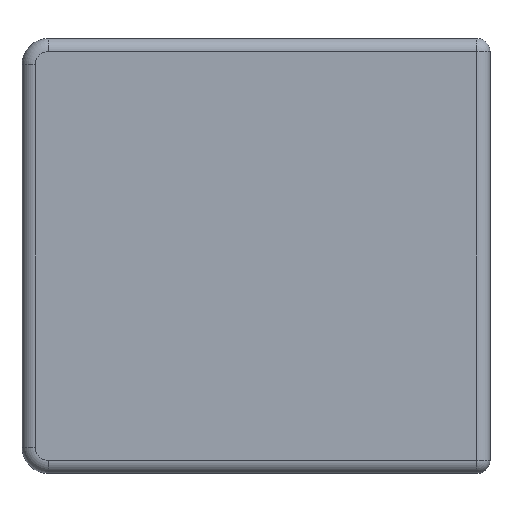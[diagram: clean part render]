
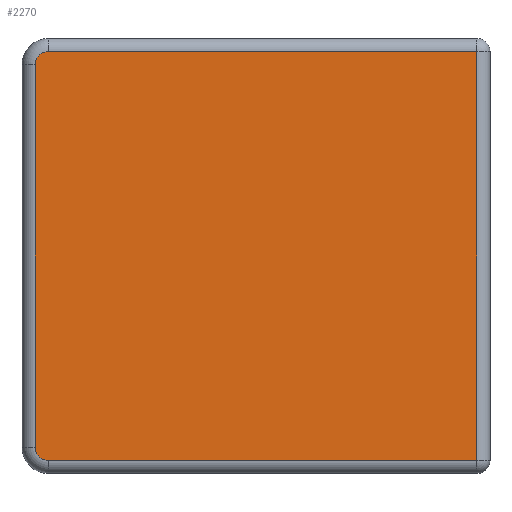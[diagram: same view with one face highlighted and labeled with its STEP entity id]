
A CAD part, front view. The second image highlights one B-rep face of the part: STEP entity #2270.
In plain terms, the highlighted planar face has unit normal (0, -1, 0).
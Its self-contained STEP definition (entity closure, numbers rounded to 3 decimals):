
#48 = ORIENTED_EDGE ( 'NONE', *, *, #3642, .T. ) ;
#141 = VECTOR ( 'NONE', #1218, 1000. ) ;
#374 = DIRECTION ( 'NONE',  ( 0., 0., -1. ) ) ;
#383 = DIRECTION ( 'NONE',  ( 0., -1., 0. ) ) ;
#796 = AXIS2_PLACEMENT_3D ( 'NONE', #1159, #383, #1981 ) ;
#1037 = EDGE_CURVE ( 'NONE', #3780, #4490, #1526, .T. ) ;
#1144 = LINE ( 'NONE', #4096, #141 ) ;
#1159 = CARTESIAN_POINT ( 'NONE',  ( -31.5, -2.5, -29. ) ) ;
#1218 = DIRECTION ( 'NONE',  ( 0., 0., -1. ) ) ;
#1400 = AXIS2_PLACEMENT_3D ( 'NONE', #2406, #4402, #374 ) ;
#1436 = DIRECTION ( 'NONE',  ( 0., 0., -1. ) ) ;
#1501 = CARTESIAN_POINT ( 'NONE',  ( -31.5, -2.5, 31. ) ) ;
#1526 = LINE ( 'NONE', #1940, #1814 ) ;
#1536 = PLANE ( 'NONE',  #1400 ) ;
#1595 = VECTOR ( 'NONE', #4738, 1000. ) ;
#1628 = FACE_OUTER_BOUND ( 'NONE', #5165, .T. ) ;
#1675 = ORIENTED_EDGE ( 'NONE', *, *, #4968, .T. ) ;
#1814 = VECTOR ( 'NONE', #2819, 1000. ) ;
#1848 = EDGE_CURVE ( 'NONE', #4881, #4272, #2247, .T. ) ;
#1859 = DIRECTION ( 'NONE',  ( 0., -1., 0. ) ) ;
#1875 = VERTEX_POINT ( 'NONE', #4852 ) ;
#1927 = CARTESIAN_POINT ( 'NONE',  ( -31.5, -2.5, 31. ) ) ;
#1940 = CARTESIAN_POINT ( 'NONE',  ( 33.5, -2.5, 33. ) ) ;
#1981 = DIRECTION ( 'NONE',  ( 0., 0., -1. ) ) ;
#2184 = CARTESIAN_POINT ( 'NONE',  ( 33.5, -2.5, 31. ) ) ;
#2247 = CIRCLE ( 'NONE', #796, 2. ) ;
#2270 = ADVANCED_FACE ( 'NONE', ( #1628 ), #1536, .T. ) ;
#2381 = VECTOR ( 'NONE', #3574, 1000. ) ;
#2406 = CARTESIAN_POINT ( 'NONE',  ( 0., -2.5, 0. ) ) ;
#2747 = ORIENTED_EDGE ( 'NONE', *, *, #1037, .T. ) ;
#2793 = ORIENTED_EDGE ( 'NONE', *, *, #1848, .T. ) ;
#2819 = DIRECTION ( 'NONE',  ( 0., 0., 1. ) ) ;
#3443 = CARTESIAN_POINT ( 'NONE',  ( 35.5, -2.5, -31. ) ) ;
#3451 = EDGE_CURVE ( 'NONE', #1875, #4881, #1144, .T. ) ;
#3459 = CARTESIAN_POINT ( 'NONE',  ( -33.5, -2.5, -29. ) ) ;
#3491 = LINE ( 'NONE', #1927, #2381 ) ;
#3555 = LINE ( 'NONE', #3443, #1595 ) ;
#3574 = DIRECTION ( 'NONE',  ( -1., 0., 0. ) ) ;
#3642 = EDGE_CURVE ( 'NONE', #4272, #3780, #3555, .T. ) ;
#3780 = VERTEX_POINT ( 'NONE', #4883 ) ;
#3836 = CARTESIAN_POINT ( 'NONE',  ( -31.5, -2.5, 29. ) ) ;
#4078 = EDGE_CURVE ( 'NONE', #4640, #1875, #4740, .T. ) ;
#4096 = CARTESIAN_POINT ( 'NONE',  ( -33.5, -2.5, -29. ) ) ;
#4272 = VERTEX_POINT ( 'NONE', #4805 ) ;
#4402 = DIRECTION ( 'NONE',  ( 0., -1., 0. ) ) ;
#4490 = VERTEX_POINT ( 'NONE', #2184 ) ;
#4640 = VERTEX_POINT ( 'NONE', #1501 ) ;
#4738 = DIRECTION ( 'NONE',  ( 1., 0., 0. ) ) ;
#4740 = CIRCLE ( 'NONE', #5155, 2. ) ;
#4805 = CARTESIAN_POINT ( 'NONE',  ( -31.5, -2.5, -31. ) ) ;
#4852 = CARTESIAN_POINT ( 'NONE',  ( -33.5, -2.5, 29. ) ) ;
#4881 = VERTEX_POINT ( 'NONE', #3459 ) ;
#4883 = CARTESIAN_POINT ( 'NONE',  ( 33.5, -2.5, -31. ) ) ;
#4968 = EDGE_CURVE ( 'NONE', #4490, #4640, #3491, .T. ) ;
#5029 = ORIENTED_EDGE ( 'NONE', *, *, #3451, .T. ) ;
#5155 = AXIS2_PLACEMENT_3D ( 'NONE', #3836, #1859, #1436 ) ;
#5165 = EDGE_LOOP ( 'NONE', ( #2747, #1675, #5242, #5029, #2793, #48 ) ) ;
#5242 = ORIENTED_EDGE ( 'NONE', *, *, #4078, .T. ) ;
